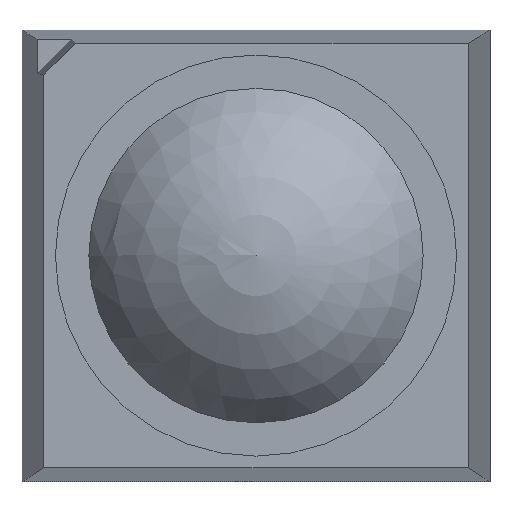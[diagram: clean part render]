
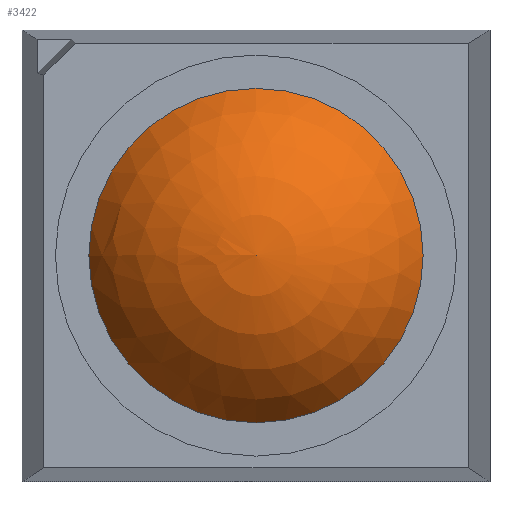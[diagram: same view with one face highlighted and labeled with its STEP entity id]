
A CAD part, top view. The second image highlights one B-rep face of the part: STEP entity #3422.
In plain terms, the highlighted spherical face has radius 1.133 mm.
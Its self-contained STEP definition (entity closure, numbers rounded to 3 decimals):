
#18=SPHERICAL_SURFACE('',#3642,1.133);
#1193=ORIENTED_EDGE('',*,*,#1721,.T.);
#1721=EDGE_CURVE('',#2026,#2026,#2163,.T.);
#2026=VERTEX_POINT('',#4984);
#2163=CIRCLE('',#3638,1.);
#2290=EDGE_LOOP('',(#1193));
#2452=FACE_BOUND('',#2290,.T.);
#3422=ADVANCED_FACE('',(#2452),#18,.T.);
#3638=AXIS2_PLACEMENT_3D('',#4983,#4191,#4192);
#3642=AXIS2_PLACEMENT_3D('',#4989,#4199,#4200);
#4191=DIRECTION('',(0.,0.,1.));
#4192=DIRECTION('',(1.,0.,0.));
#4199=DIRECTION('',(0.,0.,1.));
#4200=DIRECTION('',(-1.,0.,0.));
#4983=CARTESIAN_POINT('',(0.,0.,2.4));
#4984=CARTESIAN_POINT('',(1.,0.,2.4));
#4989=CARTESIAN_POINT('',(0.,0.,1.867));
